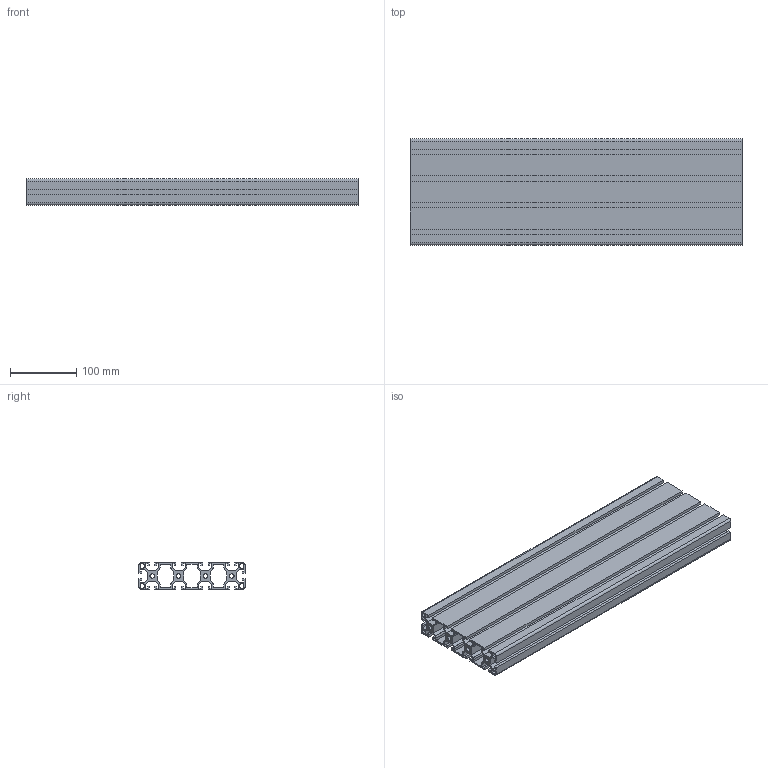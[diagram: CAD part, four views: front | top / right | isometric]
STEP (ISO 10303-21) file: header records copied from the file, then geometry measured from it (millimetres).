
FILE_DESCRIPTION (( 'STEP AP214' ), '1' );
FILE_NAME ('RP1160 8 160X40 lIGHT.STEP', '2026-02-13T07:20:12', ( '' ), ( '' ), 'SwSTEP 2.0', 'SolidWorks 2026', '' );
FILE_SCHEMA (( 'AUTOMOTIVE_DESIGN' ));
Length unit declared in the file: millimetre
Products named in the file (1): RP1160 8 160X40 lIGHT
Bounding box: 500 x 160 x 40 mm (x, y, z)
Volume: 1002385 mm3; surface area: 720733 mm2
Topology: 1 solids, 1 shells, 250 faces, 744 edges, 496 vertices
Faces by surface type: plane 210, cylinder 40
Entity records: 8355 total; most frequent: CARTESIAN_POINT 1491, ORIENTED_EDGE 1488, DIRECTION 1326, EDGE_CURVE 744, LINE 664, VECTOR 664, VERTEX_POINT 496, AXIS2_PLACEMENT_3D 331
